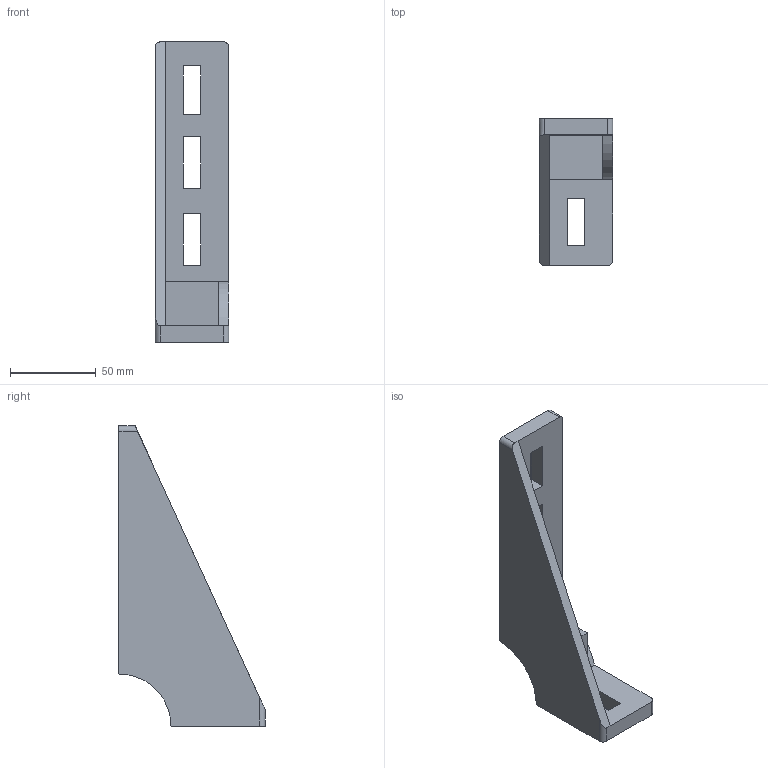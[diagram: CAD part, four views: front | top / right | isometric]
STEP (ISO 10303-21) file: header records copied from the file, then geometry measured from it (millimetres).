
FILE_DESCRIPTION(('STEP AP214'),'1');
FILE_NAME('cctmp_D64321DB-9C04-4831-BEB2-1E57DA36C0CD_2020_1_10_11_35_28_582..stp','2020-01-10T10:35:28',('Bosch Rexroth AG'),('CADClick - www.CADClick.com'),'Spatial InterOp 3D',' ','unknown authorization - (Healing Option Enabled)');
FILE_SCHEMA(('AUTOMOTIVE_DESIGN'));
Length unit declared in the file: millimetre
Products named in the file (1): 2020_01_10__11-35-28-581
Bounding box: 43 x 85.5 x 175.5 mm (x, y, z)
Volume: 121829.3 mm3; surface area: 37958.3 mm2
Topology: 1 solids, 1 shells, 35 faces, 95 edges, 62 vertices
Faces by surface type: plane 29, cylinder 6
Entity records: 1424 total; most frequent: CARTESIAN_POINT 214, ORIENTED_EDGE 190, DIRECTION 175, EDGE_CURVE 95, LINE 83, VECTOR 83, VERTEX_POINT 62, AXIS2_PLACEMENT_3D 46
